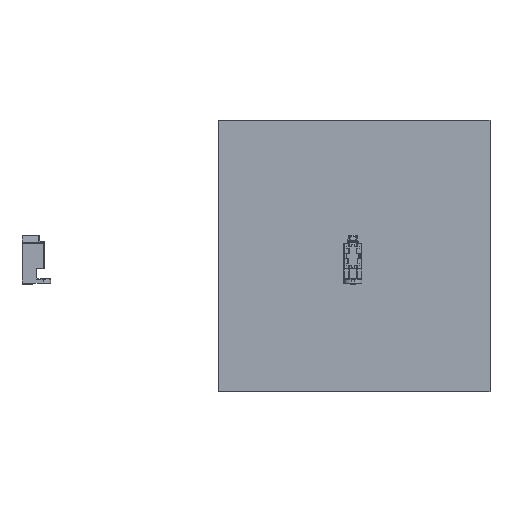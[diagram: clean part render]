
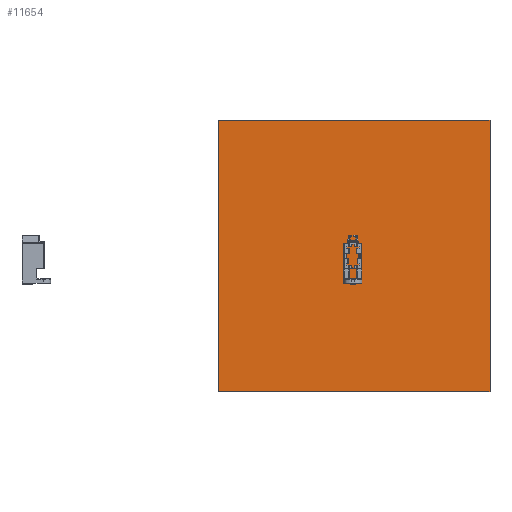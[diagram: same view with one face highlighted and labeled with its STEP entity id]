
A CAD part, top view. The second image highlights one B-rep face of the part: STEP entity #11654.
In plain terms, the highlighted planar face has unit normal (0, 0, 1).
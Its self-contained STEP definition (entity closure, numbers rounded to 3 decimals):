
#569=FACE_OUTER_BOUND('',#1233,.T.);
#1233=EDGE_LOOP('',(#9388,#9389,#9390,#9391));
#2467=LINE('',#17736,#4063);
#2471=LINE('',#17744,#4067);
#2474=LINE('',#17750,#4070);
#2477=LINE('',#17755,#4073);
#4063=VECTOR('',#14510,10.);
#4067=VECTOR('',#14516,10.);
#4070=VECTOR('',#14521,10.);
#4073=VECTOR('',#14526,10.);
#5316=VERTEX_POINT('',#17734);
#5317=VERTEX_POINT('',#17735);
#5320=VERTEX_POINT('',#17743);
#5322=VERTEX_POINT('',#17749);
#6713=EDGE_CURVE('',#5316,#5317,#2467,.T.);
#6717=EDGE_CURVE('',#5320,#5316,#2471,.T.);
#6720=EDGE_CURVE('',#5322,#5320,#2474,.T.);
#6723=EDGE_CURVE('',#5317,#5322,#2477,.T.);
#9388=ORIENTED_EDGE('',*,*,#6723,.F.);
#9389=ORIENTED_EDGE('',*,*,#6713,.F.);
#9390=ORIENTED_EDGE('',*,*,#6717,.F.);
#9391=ORIENTED_EDGE('',*,*,#6720,.F.);
#11024=PLANE('',#12392);
#11654=ADVANCED_FACE('',(#569),#11024,.T.);
#12392=AXIS2_PLACEMENT_3D('',#17757,#14528,#14529);
#14510=DIRECTION('',(0.,-1.,0.));
#14516=DIRECTION('',(1.,0.,0.));
#14521=DIRECTION('',(0.,1.,0.));
#14526=DIRECTION('',(-1.,0.,0.));
#14528=DIRECTION('center_axis',(0.,0.,1.));
#14529=DIRECTION('ref_axis',(1.,0.,0.));
#17734=CARTESIAN_POINT('',(500.,150.,0.));
#17735=CARTESIAN_POINT('',(500.,-150.,0.));
#17736=CARTESIAN_POINT('',(500.,150.,0.));
#17743=CARTESIAN_POINT('',(200.,150.,0.));
#17744=CARTESIAN_POINT('',(200.,150.,0.));
#17749=CARTESIAN_POINT('',(200.,-150.,0.));
#17750=CARTESIAN_POINT('',(200.,-150.,0.));
#17755=CARTESIAN_POINT('',(500.,-150.,0.));
#17757=CARTESIAN_POINT('Origin',(350.,0.,0.));
